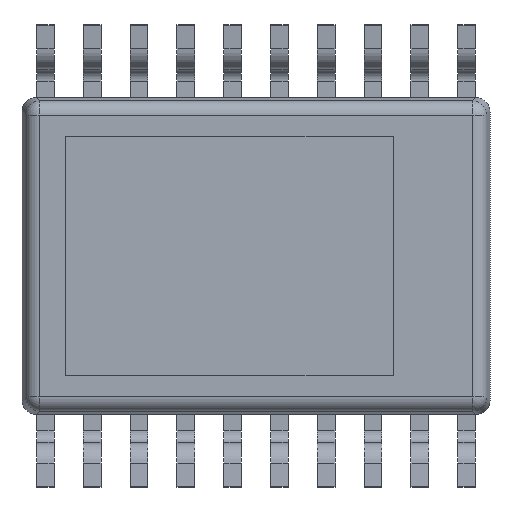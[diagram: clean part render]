
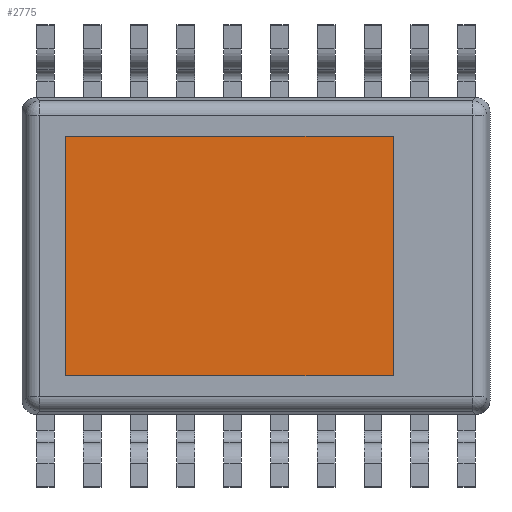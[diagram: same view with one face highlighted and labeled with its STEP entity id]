
A CAD part, front view. The second image highlights one B-rep face of the part: STEP entity #2775.
In plain terms, the highlighted planar face has unit normal (0, -1, 0).
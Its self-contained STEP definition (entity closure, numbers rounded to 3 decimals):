
#2696=DIRECTION('',(0.,0.,1.));
#2697=VECTOR('',#2696,3.32);
#2698=CARTESIAN_POINT('',(-2.645,0.,-1.66));
#2699=LINE('',#2698,#2697);
#2700=DIRECTION('',(1.,0.,0.));
#2701=VECTOR('',#2700,4.55);
#2702=CARTESIAN_POINT('',(-2.645,0.,1.66));
#2703=LINE('',#2702,#2701);
#2704=DIRECTION('',(0.,0.,-1.));
#2705=VECTOR('',#2704,3.32);
#2706=CARTESIAN_POINT('',(1.905,0.,1.66));
#2707=LINE('',#2706,#2705);
#2708=DIRECTION('',(-1.,0.,0.));
#2709=VECTOR('',#2708,4.55);
#2710=CARTESIAN_POINT('',(1.905,0.,-1.66));
#2711=LINE('',#2710,#2709);
#2744=CARTESIAN_POINT('',(-2.645,0.,-1.66));
#2745=CARTESIAN_POINT('',(-2.645,0.,1.66));
#2746=VERTEX_POINT('',#2744);
#2747=VERTEX_POINT('',#2745);
#2748=CARTESIAN_POINT('',(1.905,0.,1.66));
#2749=VERTEX_POINT('',#2748);
#2750=CARTESIAN_POINT('',(1.905,0.,-1.66));
#2751=VERTEX_POINT('',#2750);
#2760=CARTESIAN_POINT('',(0.,0.,0.));
#2761=DIRECTION('',(0.,1.,0.));
#2762=DIRECTION('',(1.,0.,0.));
#2763=AXIS2_PLACEMENT_3D('',#2760,#2761,#2762);
#2764=PLANE('',#2763);
#2766=ORIENTED_EDGE('',*,*,#2765,.T.);
#2768=ORIENTED_EDGE('',*,*,#2767,.T.);
#2770=ORIENTED_EDGE('',*,*,#2769,.T.);
#2772=ORIENTED_EDGE('',*,*,#2771,.T.);
#2773=EDGE_LOOP('',(#2766,#2768,#2770,#2772));
#2774=FACE_OUTER_BOUND('',#2773,.F.);
#2775=ADVANCED_FACE('',(#2774),#2764,.F.);
#2765=EDGE_CURVE('',#2746,#2747,#2699,.T.);
#2767=EDGE_CURVE('',#2747,#2749,#2703,.T.);
#2769=EDGE_CURVE('',#2749,#2751,#2707,.T.);
#2771=EDGE_CURVE('',#2751,#2746,#2711,.T.);
